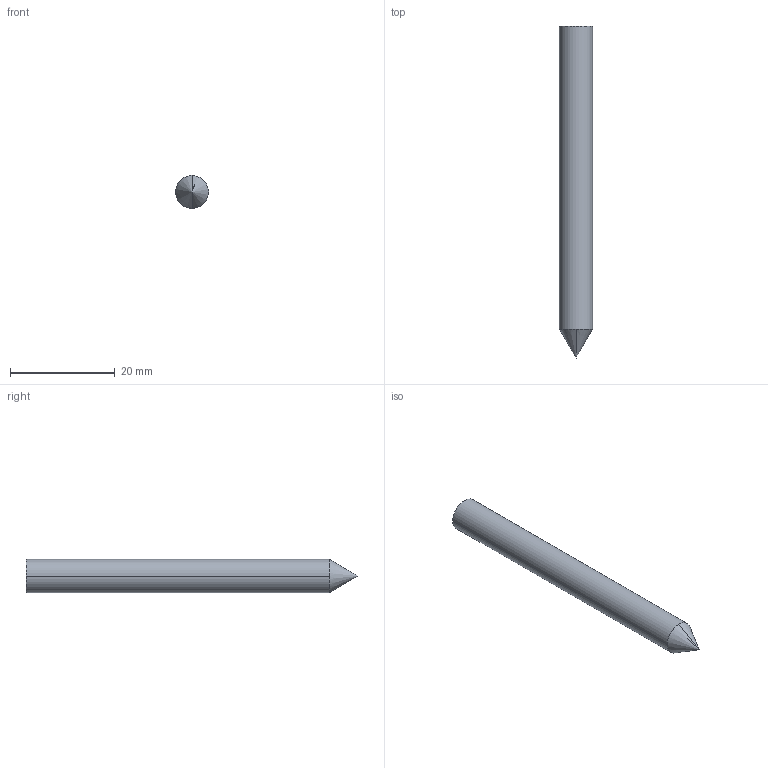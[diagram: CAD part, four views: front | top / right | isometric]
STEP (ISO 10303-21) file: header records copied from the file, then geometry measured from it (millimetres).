
FILE_DESCRIPTION (( 'STEP AP214' ), '1' );
FILE_NAME ('83788.STEP', '2023-07-05T16:05:59', ( '' ), ( '' ), 'SwSTEP 2.0', 'SolidWorks 2023', '' );
FILE_SCHEMA (( 'AUTOMOTIVE_DESIGN' ));
Length unit declared in the file: inch
Products named in the file (1): 83788
Bounding box: 6.35 x 63.5 x 6.35 mm (x, y, z)
Volume: 1894.9 mm3; surface area: 1315.4 mm2
Topology: 2 solids, 2 shells, 7 faces, 12 edges, 7 vertices
Faces by surface type: plane 3, cone 2, cylinder 2
Entity records: 235 total; most frequent: DIRECTION 32, CARTESIAN_POINT 25, ORIENTED_EDGE 20, AXIS2_PLACEMENT_3D 14, EDGE_CURVE 10, EDGE_LOOP 7, FACE_OUTER_BOUND 7, ADVANCED_FACE 7
